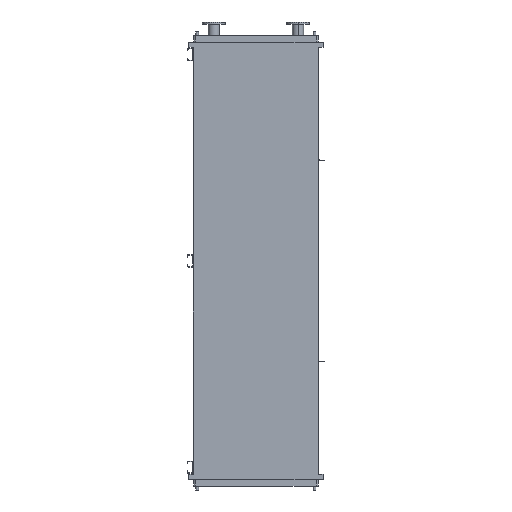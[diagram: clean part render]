
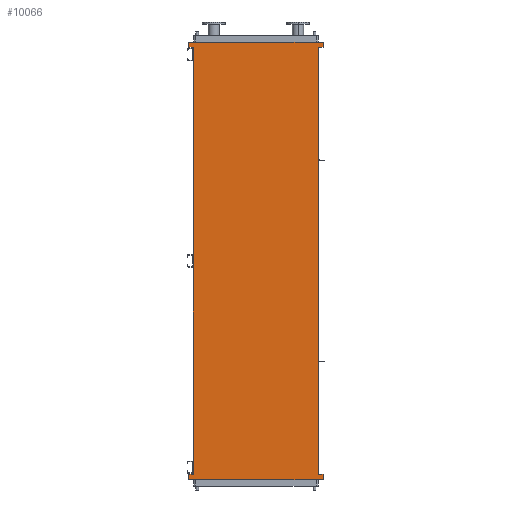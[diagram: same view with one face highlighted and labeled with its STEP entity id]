
A CAD part, front view. The second image highlights one B-rep face of the part: STEP entity #10066.
In plain terms, the highlighted planar face has unit normal (0, -1, 0).
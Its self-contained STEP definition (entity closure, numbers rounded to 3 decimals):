
#901 = CARTESIAN_POINT ( 'NONE',  ( -651., 0., -4093. ) ) ;
#1469 = LINE ( 'NONE', #5013, #3791 ) ;
#1753 = DIRECTION ( 'NONE',  ( 0., 0., 1. ) ) ;
#1768 = VERTEX_POINT ( 'NONE', #12347 ) ;
#2117 = CARTESIAN_POINT ( 'NONE',  ( 651., 0., 43. ) ) ;
#2482 = PLANE ( 'NONE',  #12869 ) ;
#2661 = VECTOR ( 'NONE', #13108, 1000. ) ;
#2681 = VECTOR ( 'NONE', #9093, 1000. ) ;
#2860 = DIRECTION ( 'NONE',  ( 0., 0., 1. ) ) ;
#3065 = DIRECTION ( 'NONE',  ( 1., 0., 0. ) ) ;
#3219 = VERTEX_POINT ( 'NONE', #9332 ) ;
#3356 = LINE ( 'NONE', #901, #10916 ) ;
#3450 = ORIENTED_EDGE ( 'NONE', *, *, #7806, .F. ) ;
#3497 = VERTEX_POINT ( 'NONE', #7634 ) ;
#3598 = VERTEX_POINT ( 'NONE', #7933 ) ;
#3791 = VECTOR ( 'NONE', #2860, 1000. ) ;
#3878 = CARTESIAN_POINT ( 'NONE',  ( -605., 0., -4093. ) ) ;
#4073 = CARTESIAN_POINT ( 'NONE',  ( 605., 0., -4050. ) ) ;
#4251 = EDGE_CURVE ( 'NONE', #1768, #6857, #5602, .T. ) ;
#4316 = VERTEX_POINT ( 'NONE', #5675 ) ;
#4366 = VECTOR ( 'NONE', #8259, 1000. ) ;
#4480 = ORIENTED_EDGE ( 'NONE', *, *, #14076, .F. ) ;
#4668 = ORIENTED_EDGE ( 'NONE', *, *, #5540, .T. ) ;
#4691 = EDGE_CURVE ( 'NONE', #6009, #3497, #11750, .T. ) ;
#4858 = FACE_OUTER_BOUND ( 'NONE', #10908, .T. ) ;
#4971 = CARTESIAN_POINT ( 'NONE',  ( 651., 0., -4145. ) ) ;
#5013 = CARTESIAN_POINT ( 'NONE',  ( -651., 0., -4145. ) ) ;
#5032 = LINE ( 'NONE', #13031, #2661 ) ;
#5156 = LINE ( 'NONE', #4073, #14607 ) ;
#5181 = VERTEX_POINT ( 'NONE', #3878 ) ;
#5404 = DIRECTION ( 'NONE',  ( 0., 0., -1. ) ) ;
#5540 = EDGE_CURVE ( 'NONE', #10675, #3219, #5156, .T. ) ;
#5602 = LINE ( 'NONE', #7977, #8437 ) ;
#5675 = CARTESIAN_POINT ( 'NONE',  ( 651., 0., 43. ) ) ;
#5686 = ORIENTED_EDGE ( 'NONE', *, *, #7529, .F. ) ;
#6009 = VERTEX_POINT ( 'NONE', #4971 ) ;
#6047 = LINE ( 'NONE', #10725, #4366 ) ;
#6428 = LINE ( 'NONE', #14507, #7795 ) ;
#6857 = VERTEX_POINT ( 'NONE', #14810 ) ;
#6955 = ORIENTED_EDGE ( 'NONE', *, *, #4691, .F. ) ;
#6966 = CARTESIAN_POINT ( 'NONE',  ( 651., 0., -4145. ) ) ;
#7012 = CARTESIAN_POINT ( 'NONE',  ( -605., 0., -4050. ) ) ;
#7267 = CARTESIAN_POINT ( 'NONE',  ( -651., 0., -4093. ) ) ;
#7529 = EDGE_CURVE ( 'NONE', #14996, #6009, #13550, .T. ) ;
#7634 = CARTESIAN_POINT ( 'NONE',  ( -651., 0., -4145. ) ) ;
#7795 = VECTOR ( 'NONE', #8812, 1000. ) ;
#7806 = EDGE_CURVE ( 'NONE', #11615, #5181, #3356, .T. ) ;
#7867 = LINE ( 'NONE', #11407, #2681 ) ;
#7917 = ORIENTED_EDGE ( 'NONE', *, *, #14164, .F. ) ;
#7922 = EDGE_CURVE ( 'NONE', #4316, #3219, #12900, .T. ) ;
#7933 = CARTESIAN_POINT ( 'NONE',  ( -605., 0., 43. ) ) ;
#7977 = CARTESIAN_POINT ( 'NONE',  ( -651., 0., 95. ) ) ;
#8259 = DIRECTION ( 'NONE',  ( 1., 0., 0. ) ) ;
#8395 = DIRECTION ( 'NONE',  ( 0., 0., -1. ) ) ;
#8437 = VECTOR ( 'NONE', #14981, 1000. ) ;
#8812 = DIRECTION ( 'NONE',  ( 1., 0., 0. ) ) ;
#9093 = DIRECTION ( 'NONE',  ( 0., 0., 1. ) ) ;
#9219 = ORIENTED_EDGE ( 'NONE', *, *, #10227, .F. ) ;
#9332 = CARTESIAN_POINT ( 'NONE',  ( 605., 0., 43. ) ) ;
#9457 = CARTESIAN_POINT ( 'NONE',  ( 651., 0., 95. ) ) ;
#9556 = DIRECTION ( 'NONE',  ( 0., -1., 0. ) ) ;
#10066 = ADVANCED_FACE ( 'NONE', ( #4858 ), #2482, .T. ) ;
#10165 = VECTOR ( 'NONE', #13050, 1000. ) ;
#10227 = EDGE_CURVE ( 'NONE', #3497, #11615, #1469, .T. ) ;
#10265 = DIRECTION ( 'NONE',  ( 0., 0., -1. ) ) ;
#10505 = VERTEX_POINT ( 'NONE', #9457 ) ;
#10675 = VERTEX_POINT ( 'NONE', #11751 ) ;
#10725 = CARTESIAN_POINT ( 'NONE',  ( 605., 0., -4093. ) ) ;
#10908 = EDGE_LOOP ( 'NONE', ( #4668, #12835, #11201, #11740, #13290, #4480, #12637, #3450, #9219, #6955, #5686, #7917 ) ) ;
#10916 = VECTOR ( 'NONE', #3065, 1000. ) ;
#11201 = ORIENTED_EDGE ( 'NONE', *, *, #11474, .F. ) ;
#11393 = VECTOR ( 'NONE', #5404, 1000. ) ;
#11407 = CARTESIAN_POINT ( 'NONE',  ( -605., 0., -4050. ) ) ;
#11474 = EDGE_CURVE ( 'NONE', #10505, #4316, #14893, .T. ) ;
#11615 = VERTEX_POINT ( 'NONE', #7267 ) ;
#11740 = ORIENTED_EDGE ( 'NONE', *, *, #13731, .F. ) ;
#11750 = LINE ( 'NONE', #6966, #13849 ) ;
#11751 = CARTESIAN_POINT ( 'NONE',  ( 605., 0., -4093. ) ) ;
#11902 = CARTESIAN_POINT ( 'NONE',  ( 605., 0., 43. ) ) ;
#12347 = CARTESIAN_POINT ( 'NONE',  ( -651., 0., 43. ) ) ;
#12637 = ORIENTED_EDGE ( 'NONE', *, *, #15042, .F. ) ;
#12835 = ORIENTED_EDGE ( 'NONE', *, *, #7922, .F. ) ;
#12869 = AXIS2_PLACEMENT_3D ( 'NONE', #7012, #9556, #8395 ) ;
#12900 = LINE ( 'NONE', #11902, #10165 ) ;
#12976 = DIRECTION ( 'NONE',  ( -1., 0., 0. ) ) ;
#13031 = CARTESIAN_POINT ( 'NONE',  ( -651., 0., 43. ) ) ;
#13050 = DIRECTION ( 'NONE',  ( -1., 0., 0. ) ) ;
#13108 = DIRECTION ( 'NONE',  ( -1., 0., 0. ) ) ;
#13290 = ORIENTED_EDGE ( 'NONE', *, *, #4251, .F. ) ;
#13550 = LINE ( 'NONE', #14554, #11393 ) ;
#13731 = EDGE_CURVE ( 'NONE', #6857, #10505, #6428, .T. ) ;
#13849 = VECTOR ( 'NONE', #12976, 1000. ) ;
#14002 = CARTESIAN_POINT ( 'NONE',  ( 651., 0., -4093. ) ) ;
#14076 = EDGE_CURVE ( 'NONE', #3598, #1768, #5032, .T. ) ;
#14164 = EDGE_CURVE ( 'NONE', #10675, #14996, #6047, .T. ) ;
#14351 = VECTOR ( 'NONE', #10265, 1000. ) ;
#14507 = CARTESIAN_POINT ( 'NONE',  ( 651., 0., 95. ) ) ;
#14554 = CARTESIAN_POINT ( 'NONE',  ( 651., 0., -4093. ) ) ;
#14607 = VECTOR ( 'NONE', #1753, 1000. ) ;
#14810 = CARTESIAN_POINT ( 'NONE',  ( -651., 0., 95. ) ) ;
#14893 = LINE ( 'NONE', #2117, #14351 ) ;
#14981 = DIRECTION ( 'NONE',  ( 0., 0., 1. ) ) ;
#14996 = VERTEX_POINT ( 'NONE', #14002 ) ;
#15042 = EDGE_CURVE ( 'NONE', #5181, #3598, #7867, .T. ) ;
